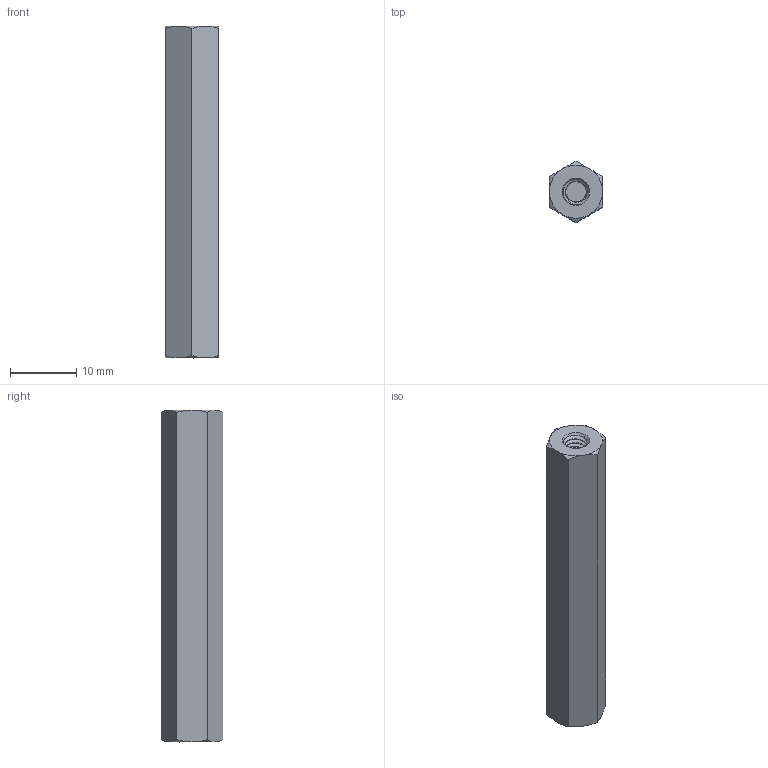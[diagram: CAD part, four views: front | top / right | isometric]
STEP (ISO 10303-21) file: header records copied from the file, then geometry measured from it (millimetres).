
FILE_DESCRIPTION(/* description */ (''),/* implementation_level */ '2;1');
FILE_NAME(/* name */ 'M4 hex standoff 50 ff_v1.step',/* time_stamp */ '2023-01-28T13:13:58-08:00',/* author */ (''),/* organization */ (''),/* preprocessor_version */ 'ST-DEVELOPER v19.2',/* originating_system */ 'Autodesk Translation Framework v11.17.0.187',/* authorisation */ '');
FILE_SCHEMA (('AUTOMOTIVE_DESIGN { 1 0 10303 214 3 1 1 }'));
Length unit declared in the file: millimetre
Products named in the file (2): M4 hex standoff 50 ff; 94868A733_Female Threaded Hex Standoff
Assembly tree (1 placements, depth 2):
  M4 hex standoff 50 ff
    94868A733_Female Threaded Hex Standoff
Bounding box: 8 x 9.24 x 50 mm (x, y, z)
Volume: 2527.8 mm3; surface area: 1888.6 mm2
Topology: 1 solids, 1 shells, 78 faces, 213 edges, 139 vertices
Faces by surface type: cylinder 47, cone 15, plane 10, bspline 6
Full cylindrical faces by diameter (mm): 4 x13
Entity records: 17746 total; most frequent: CARTESIAN_POINT 16052, ORIENTED_EDGE 426, DIRECTION 240, EDGE_CURVE 213, VERTEX_POINT 139, AXIS2_PLACEMENT_3D 93, B_SPLINE_CURVE_WITH_KNOTS 91, EDGE_LOOP 80
